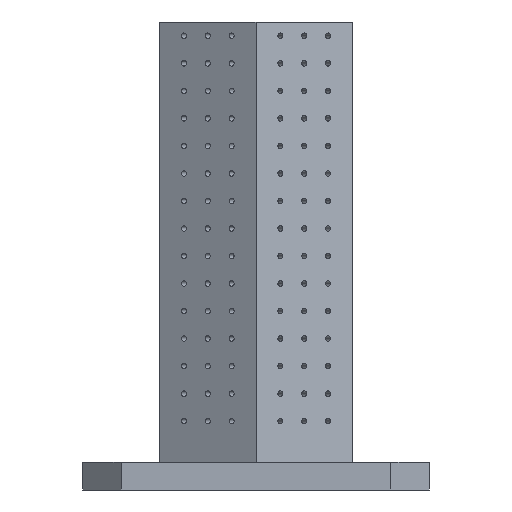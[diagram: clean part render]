
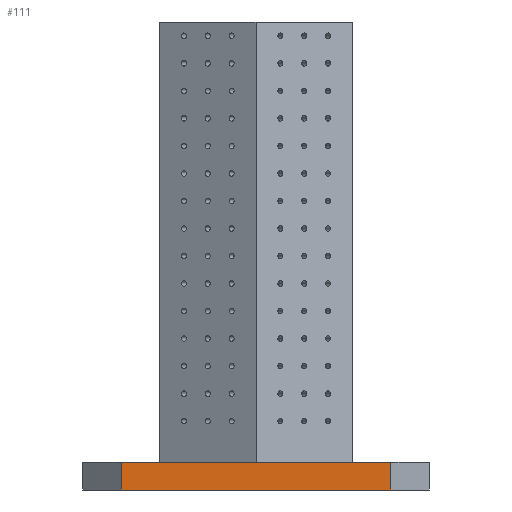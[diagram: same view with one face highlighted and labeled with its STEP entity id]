
A CAD part, left-side view. The second image highlights one B-rep face of the part: STEP entity #111.
In plain terms, the highlighted planar face has unit normal (-1, 0, 0).
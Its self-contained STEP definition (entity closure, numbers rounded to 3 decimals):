
#111 = ADVANCED_FACE( '', ( #1166 ), #1167, .F. );
#1166 = FACE_OUTER_BOUND( '', #3007, .T. );
#1167 = PLANE( '', #3008 );
#3007 = EDGE_LOOP( '', ( #5280, #5281, #5282, #5283 ) );
#3008 = AXIS2_PLACEMENT_3D( '', #5284, #5285, #5286 );
#5280 = ORIENTED_EDGE( '', *, *, #8485, .F. );
#5281 = ORIENTED_EDGE( '', *, *, #8725, .T. );
#5282 = ORIENTED_EDGE( '', *, *, #8260, .T. );
#5283 = ORIENTED_EDGE( '', *, *, #7871, .T. );
#5284 = CARTESIAN_POINT( '', ( -315., 315., 50. ) );
#5285 = DIRECTION( '', ( 1., 0., 0. ) );
#5286 = DIRECTION( '', ( 0., 1., 0. ) );
#7871 = EDGE_CURVE( '', #8963, #8960, #8964, .T. );
#8260 = EDGE_CURVE( '', #9714, #8963, #9715, .T. );
#8485 = EDGE_CURVE( '', #10143, #8960, #10145, .T. );
#8725 = EDGE_CURVE( '', #10143, #9714, #10616, .T. );
#8960 = VERTEX_POINT( '', #10882 );
#8963 = VERTEX_POINT( '', #10886 );
#8964 = LINE( '', #10887, #10888 );
#9714 = VERTEX_POINT( '', #11786 );
#9715 = LINE( '', #11787, #11788 );
#10143 = VERTEX_POINT( '', #12282 );
#10145 = LINE( '', #12285, #12286 );
#10616 = LINE( '', #12772, #12773 );
#10882 = CARTESIAN_POINT( '', ( -315., -245., 50. ) );
#10886 = CARTESIAN_POINT( '', ( -315., -245., 0. ) );
#10887 = CARTESIAN_POINT( '', ( -315., -245., 50. ) );
#10888 = VECTOR( '', #13727, 1000. );
#11786 = CARTESIAN_POINT( '', ( -315., 245., 0. ) );
#11787 = CARTESIAN_POINT( '', ( -315., 315., 0. ) );
#11788 = VECTOR( '', #14590, 1000. );
#12282 = CARTESIAN_POINT( '', ( -315., 245., 50. ) );
#12285 = CARTESIAN_POINT( '', ( -315., 315., 50. ) );
#12286 = VECTOR( '', #15129, 1000. );
#12772 = CARTESIAN_POINT( '', ( -315., 245., 50. ) );
#12773 = VECTOR( '', #15817, 1000. );
#13727 = DIRECTION( '', ( 0., 0., 1. ) );
#14590 = DIRECTION( '', ( 0., -1., 0. ) );
#15129 = DIRECTION( '', ( 0., -1., 0. ) );
#15817 = DIRECTION( '', ( 0., 0., -1. ) );
